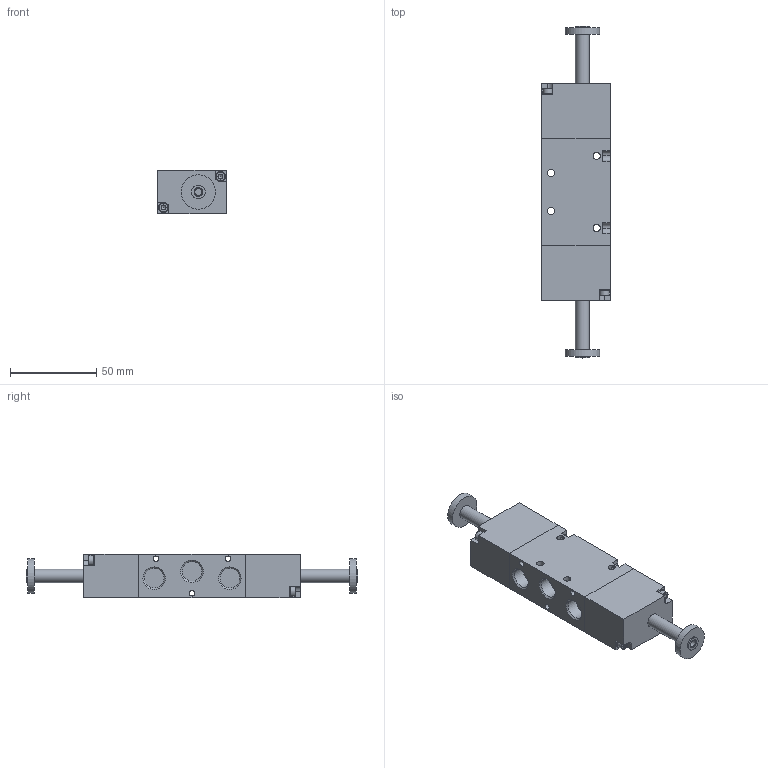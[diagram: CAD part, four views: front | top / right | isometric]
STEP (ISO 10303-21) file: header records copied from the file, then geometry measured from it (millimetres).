
FILE_DESCRIPTION(/* description */ ('Alibre Inc.'),/* implementation_level */ '2;1');
FILE_NAME(/* name */ 'export-10A88535-BAAD-4F8F-BA01-BBB105465A66',/* time_stamp */ '2021-10-28T15:01:43+02:00',/* author */ (''),/* organization */ (''),/* preprocessor_version */ 'ST-DEVELOPER v17',/* originating_system */ 'Alibre',/* authorisation */ '');
FILE_SCHEMA (('AUTOMOTIVE_DESIGN'));
Length unit declared in the file: millimetre
Products named in the file (6): _SOV35SOB-c; _Washer ISO 8738 3; HI_Cylinder head screw DIN 912 M3x12; _SOV35SOBOO-b; _PNV35SOB-com; 7020021200
Bounding box: 40 x 193 x 25 mm (x, y, z)
Volume: 124217.5 mm3; surface area: 30320.5 mm2
Topology: 11 solids, 11 shells, 218 faces, 519 edges, 344 vertices
Faces by surface type: plane 130, cylinder 53, cone 23, torus 12
Full cylindrical faces by diameter (mm): 3 x8, 3.3 x5, 4.134 x2, 4.2 x4, 5.4 x2, 5.5 x4, 6 x4, 8 x4, 11.445 x5, 20 x2
Entity records: 4365 total; most frequent: CARTESIAN_POINT 907, ORIENTED_EDGE 640, DIRECTION 607, EDGE_CURVE 320, AXIS2_PLACEMENT_3D 253, VERTEX_POINT 215, VECTOR 183, LINE 183
